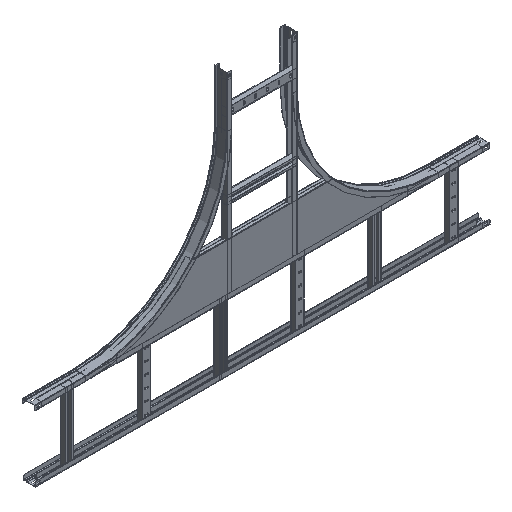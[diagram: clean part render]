
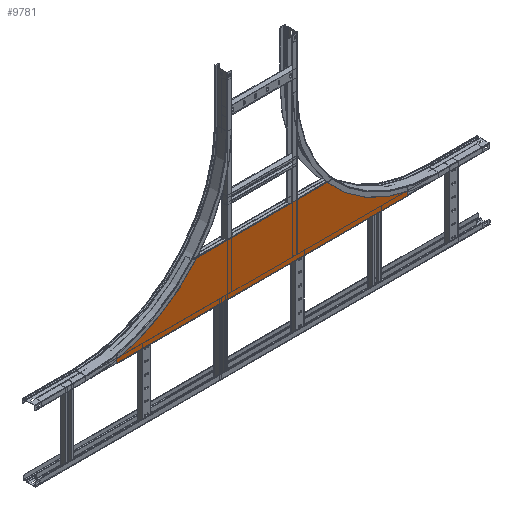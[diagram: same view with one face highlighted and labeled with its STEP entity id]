
A CAD part, isometric view. The second image highlights one B-rep face of the part: STEP entity #9781.
In plain terms, the highlighted planar face has unit normal (0, -1, 0).
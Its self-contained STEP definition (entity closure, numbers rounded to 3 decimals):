
#23 = EDGE_CURVE ( 'NONE', #2896, #6662, #7338, .T. ) ;
#243 = EDGE_CURVE ( 'NONE', #533, #12229, #11854, .T. ) ;
#459 = VECTOR ( 'NONE', #2763, 1000. ) ;
#533 = VERTEX_POINT ( 'NONE', #6239 ) ;
#940 = DIRECTION ( 'NONE',  ( 0., 0., 1. ) ) ;
#1020 = CARTESIAN_POINT ( 'NONE',  ( -613., -1.2, -364.637 ) ) ;
#1046 = ORIENTED_EDGE ( 'NONE', *, *, #9324, .T. ) ;
#1126 = CIRCLE ( 'NONE', #7080, 5. ) ;
#1137 = ORIENTED_EDGE ( 'NONE', *, *, #243, .F. ) ;
#1466 = CARTESIAN_POINT ( 'NONE',  ( -748.677, -1.2, 226.8 ) ) ;
#1495 = CARTESIAN_POINT ( 'NONE',  ( -748.677, -1.2, 226.8 ) ) ;
#2179 = VECTOR ( 'NONE', #8527, 1000. ) ;
#2361 = EDGE_LOOP ( 'NONE', ( #10496, #10658, #6262, #3420, #3457, #1046, #1137, #8535 ) ) ;
#2415 = LINE ( 'NONE', #10156, #6873 ) ;
#2483 = CARTESIAN_POINT ( 'NONE',  ( -618., -1.2, -364.637 ) ) ;
#2531 = CARTESIAN_POINT ( 'NONE',  ( 614.118, -1.2, -359.764 ) ) ;
#2763 = DIRECTION ( 'NONE',  ( -1., 0., 0. ) ) ;
#2815 = DIRECTION ( 'NONE',  ( 0., -1., 0. ) ) ;
#2864 = LINE ( 'NONE', #4708, #3465 ) ;
#2896 = VERTEX_POINT ( 'NONE', #12023 ) ;
#2943 = DIRECTION ( 'NONE',  ( 0., 0., -1. ) ) ;
#3075 = LINE ( 'NONE', #9274, #2179 ) ;
#3420 = ORIENTED_EDGE ( 'NONE', *, *, #8541, .F. ) ;
#3457 = ORIENTED_EDGE ( 'NONE', *, *, #11890, .F. ) ;
#3465 = VECTOR ( 'NONE', #12438, 1000. ) ;
#4708 = CARTESIAN_POINT ( 'NONE',  ( -618., -1.2, 226.8 ) ) ;
#5116 = VERTEX_POINT ( 'NONE', #11917 ) ;
#5436 = VERTEX_POINT ( 'NONE', #7861 ) ;
#5769 = DIRECTION ( 'NONE',  ( 0., -1., 0. ) ) ;
#5797 = CARTESIAN_POINT ( 'NONE',  ( 618., -1.2, -364.637 ) ) ;
#6239 = CARTESIAN_POINT ( 'NONE',  ( 299.051, -1.2, -173.2 ) ) ;
#6262 = ORIENTED_EDGE ( 'NONE', *, *, #11962, .T. ) ;
#6527 = AXIS2_PLACEMENT_3D ( 'NONE', #11124, #7344, #7427 ) ;
#6662 = VERTEX_POINT ( 'NONE', #8930 ) ;
#6873 = VECTOR ( 'NONE', #10292, 1000. ) ;
#6951 = DIRECTION ( 'NONE',  ( 0., 1., 0. ) ) ;
#7080 = AXIS2_PLACEMENT_3D ( 'NONE', #1020, #5769, #940 ) ;
#7338 = CIRCLE ( 'NONE', #8923, 601.8 ) ;
#7344 = DIRECTION ( 'NONE',  ( 0., -1., 0. ) ) ;
#7427 = DIRECTION ( 'NONE',  ( 0., 0., 1. ) ) ;
#7509 = LINE ( 'NONE', #12296, #459 ) ;
#7861 = CARTESIAN_POINT ( 'NONE',  ( -618., -1.2, -393.2 ) ) ;
#8108 = EDGE_CURVE ( 'NONE', #2896, #9202, #1126, .T. ) ;
#8125 = DIRECTION ( 'NONE',  ( 0., -1., 0. ) ) ;
#8524 = CARTESIAN_POINT ( 'NONE',  ( 748.677, -1.2, 226.8 ) ) ;
#8527 = DIRECTION ( 'NONE',  ( -1., 0., 0. ) ) ;
#8535 = ORIENTED_EDGE ( 'NONE', *, *, #10015, .T. ) ;
#8541 = EDGE_CURVE ( 'NONE', #5116, #5436, #3075, .T. ) ;
#8923 = AXIS2_PLACEMENT_3D ( 'NONE', #1466, #8125, #10072 ) ;
#8930 = CARTESIAN_POINT ( 'NONE',  ( -299.051, -1.2, -173.2 ) ) ;
#9131 = DIRECTION ( 'NONE',  ( 0., 0., 1. ) ) ;
#9158 = FACE_OUTER_BOUND ( 'NONE', #2361, .T. ) ;
#9180 = PLANE ( 'NONE',  #11861 ) ;
#9202 = VERTEX_POINT ( 'NONE', #2483 ) ;
#9274 = CARTESIAN_POINT ( 'NONE',  ( -940.5, -1.2, -393.2 ) ) ;
#9324 = EDGE_CURVE ( 'NONE', #12086, #12229, #10830, .T. ) ;
#9781 = ADVANCED_FACE ( 'NONE', ( #9158 ), #9180, .F. ) ;
#10015 = EDGE_CURVE ( 'NONE', #533, #6662, #7509, .T. ) ;
#10072 = DIRECTION ( 'NONE',  ( 0., 0., 1. ) ) ;
#10156 = CARTESIAN_POINT ( 'NONE',  ( 618., -1.2, -395.4 ) ) ;
#10292 = DIRECTION ( 'NONE',  ( 0., 0., -1. ) ) ;
#10496 = ORIENTED_EDGE ( 'NONE', *, *, #23, .F. ) ;
#10658 = ORIENTED_EDGE ( 'NONE', *, *, #8108, .T. ) ;
#10830 = CIRCLE ( 'NONE', #6527, 5. ) ;
#11124 = CARTESIAN_POINT ( 'NONE',  ( 613., -1.2, -364.637 ) ) ;
#11854 = CIRCLE ( 'NONE', #12340, 601.8 ) ;
#11861 = AXIS2_PLACEMENT_3D ( 'NONE', #1495, #6951, #9131 ) ;
#11890 = EDGE_CURVE ( 'NONE', #12086, #5116, #2415, .T. ) ;
#11917 = CARTESIAN_POINT ( 'NONE',  ( 618., -1.2, -393.2 ) ) ;
#11962 = EDGE_CURVE ( 'NONE', #9202, #5436, #2864, .T. ) ;
#12023 = CARTESIAN_POINT ( 'NONE',  ( -614.118, -1.2, -359.764 ) ) ;
#12086 = VERTEX_POINT ( 'NONE', #5797 ) ;
#12229 = VERTEX_POINT ( 'NONE', #2531 ) ;
#12296 = CARTESIAN_POINT ( 'NONE',  ( -560., -1.2, -173.2 ) ) ;
#12340 = AXIS2_PLACEMENT_3D ( 'NONE', #8524, #2815, #2943 ) ;
#12438 = DIRECTION ( 'NONE',  ( 0., 0., -1. ) ) ;
